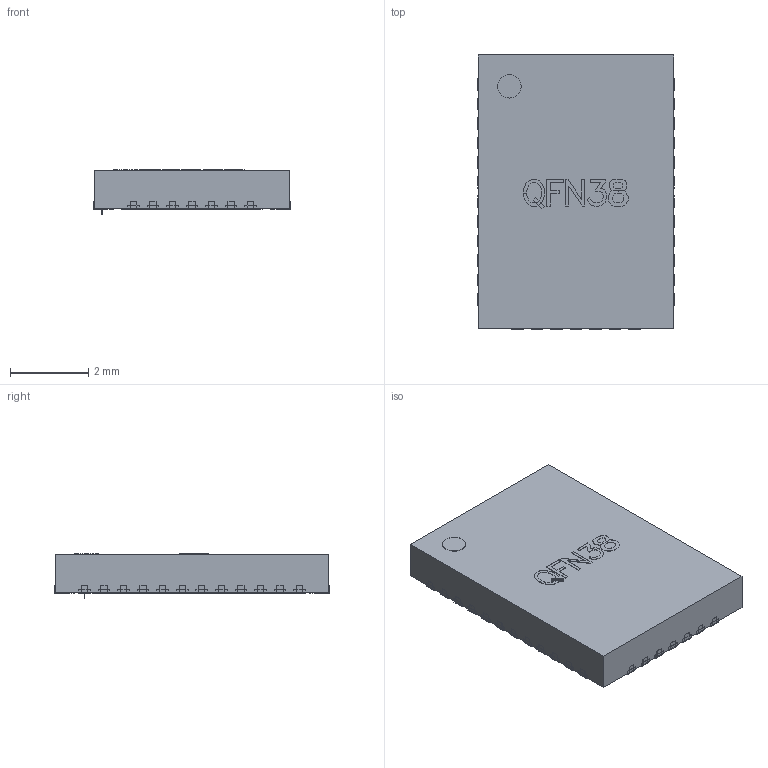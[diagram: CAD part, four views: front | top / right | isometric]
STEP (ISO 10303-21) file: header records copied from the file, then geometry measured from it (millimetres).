
FILE_DESCRIPTION (( 'STEP AP214' ), '1' );
FILE_NAME ('SW3dPS-QFN-38.STEP', '2009-09-16T13:10:05', ( 'sysAdmin' ), ( 'SolidWorks' ), 'SwSTEP 2.0', 'SolidWorks 2009', '' );
FILE_SCHEMA (( 'AUTOMOTIVE_DESIGN' ));
Length unit declared in the file: millimetre
Products named in the file (38): SW3dPS-QFN-38_Extruded21; SW3dPS-QFN-38_453496529; SW3dPS-QFN-38_453494865; SW3dPS-QFN-38_Extruded26; SW3dPS-QFN-38_453496273; SW3dPS-QFN-38_Extruded17; SW3dPS-QFN-38_Extruded24; SW3dPS-QFN-38_Board3; SW3dPS-QFN-38_Board2; SW3dPS-QFN-38_Extruded28; SW3dPS-QFN-38_453495505; SW3dPS-QFN-38_Extruded19; SW3dPS-QFN-38_Extruded20; SW3dPS-QFN-38_453495249; SW3dPS-QFN-38_Extruded22; SW3dPS-QFN-38_453496017; SW3dPS-QFN-38_Extruded23; SW3dPS-QFN-38_453495121; SW3dPS-QFN-38_Extruded15; SW3dPS-QFN-38_453496785; SW3dPS-QFN-38_453495377; SW3dPS-QFN-38_Extruded29; SW3dPS-QFN-38_453494993; SW3dPS-QFN-38_Extruded27; SW3dPS-QFN-38_453496657; SW3dPS-QFN-38; SW3dPS-QFN-38_Free-Models3; SW3dPS-QFN-38_QFN-39; SW3dPS-QFN-38_Free-Models2; SW3dPS-QFN-38_453494353; SW3dPS-QFN-38_Cylinder1; SW3dPS-QFN-38_453265617; SW3dPS-QFN-38_Extruded18; SW3dPS-QFN-38_453494481; SW3dPS-QFN-38_Extruded16; SW3dPS-QFN-38_453494737; SW3dPS-QFN-38_Extruded25; SW3dPS-QFN-38_453494609
Assembly tree (145 placements, depth 6):
  SW3dPS-QFN-38
    SW3dPS-QFN-38_Free-Models2
      SW3dPS-QFN-38_QFN-39
        SW3dPS-QFN-38_Board2
        SW3dPS-QFN-38_Free-Models3
          SW3dPS-QFN-38_453495505  x12
            SW3dPS-QFN-38_Extruded28
          SW3dPS-QFN-38_453496017  x12
            SW3dPS-QFN-38_Extruded19
          SW3dPS-QFN-38_453494609
            SW3dPS-QFN-38_Extruded25
          SW3dPS-QFN-38_453495249  x38
            SW3dPS-QFN-38_Extruded20
          SW3dPS-QFN-38_453495121  x38
            SW3dPS-QFN-38_Extruded23
          SW3dPS-QFN-38_453494993  x7
            SW3dPS-QFN-38_Extruded29
          SW3dPS-QFN-38_453495377  x7
            SW3dPS-QFN-38_Extruded22
          SW3dPS-QFN-38_453496529
            SW3dPS-QFN-38_Extruded17
          SW3dPS-QFN-38_453494481
            SW3dPS-QFN-38_Extruded18
          SW3dPS-QFN-38_453494737
            SW3dPS-QFN-38_Extruded21
          SW3dPS-QFN-38_453494865
            SW3dPS-QFN-38_Extruded24
          SW3dPS-QFN-38_453494353
            SW3dPS-QFN-38_Extruded16
          SW3dPS-QFN-38_453265617
            SW3dPS-QFN-38_Cylinder1
          SW3dPS-QFN-38_453496657
            SW3dPS-QFN-38_Extruded27
          SW3dPS-QFN-38_453496273
            SW3dPS-QFN-38_Extruded26
          SW3dPS-QFN-38_453496785
            SW3dPS-QFN-38_Extruded15
    SW3dPS-QFN-38_Board3
Bounding box: 5.02 x 7.02 x 1.13 mm (x, y, z)
Volume: 34.8 mm3; surface area: 153.4 mm2
Topology: 123 solids, 129 shells, 1196 faces, 2829 edges, 1888 vertices
Faces by surface type: plane 1194, cylinder 2
Entity records: 10446 total; most frequent: CARTESIAN_POINT 1641, DIRECTION 1609, ORIENTED_EDGE 1422, EDGE_CURVE 717, LINE 713, VECTOR 713, VERTEX_POINT 480, AXIS2_PLACEMENT_3D 448
